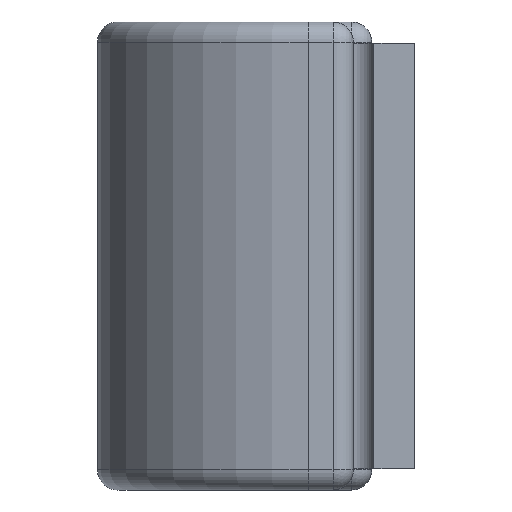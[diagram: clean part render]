
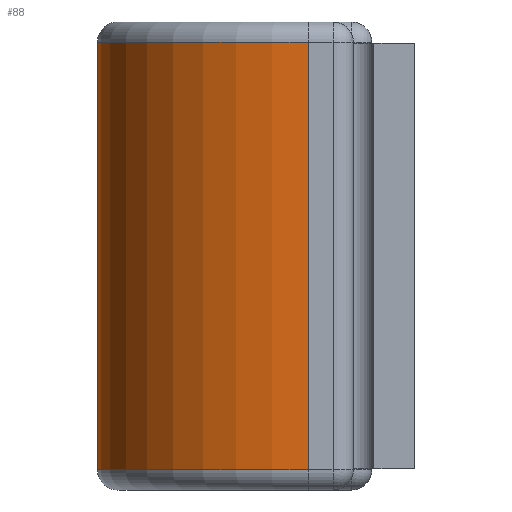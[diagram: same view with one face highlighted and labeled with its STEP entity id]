
A CAD part, left-side view. The second image highlights one B-rep face of the part: STEP entity #88.
In plain terms, the highlighted cylindrical face has radius 7.874 mm (diameter 15.748 mm), a partial arc.
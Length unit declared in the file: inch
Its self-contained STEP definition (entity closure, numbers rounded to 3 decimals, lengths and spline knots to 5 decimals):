
#74 = AXIS2_PLACEMENT_3D ( 'NONE', #374, #1434, #523 ) ;
#88 = ADVANCED_FACE ( 'NONE', ( #1254 ), #1158, .T. ) ;
#95 = DIRECTION ( 'NONE',  ( 0., 0., 1. ) ) ;
#100 = CARTESIAN_POINT ( 'NONE',  ( 1.062, 0.15625, 0.31375 ) ) ;
#118 = EDGE_CURVE ( 'NONE', #1382, #300, #804, .T. ) ;
#155 = CARTESIAN_POINT ( 'NONE',  ( 1.062, 0.15625, 0.3125 ) ) ;
#166 = CARTESIAN_POINT ( 'NONE',  ( 0.752, 0.15625, 0.31375 ) ) ;
#192 = AXIS2_PLACEMENT_3D ( 'NONE', #155, #1265, #924 ) ;
#250 = DIRECTION ( 'NONE',  ( 1., 0., 0. ) ) ;
#300 = VERTEX_POINT ( 'NONE', #166 ) ;
#323 = ORIENTED_EDGE ( 'NONE', *, *, #1386, .T. ) ;
#342 = AXIS2_PLACEMENT_3D ( 'NONE', #100, #1166, #250 ) ;
#354 = VECTOR ( 'NONE', #1724, 39.37008 ) ;
#374 = CARTESIAN_POINT ( 'NONE',  ( 1.062, 0.15625, -0.31375 ) ) ;
#483 = ORIENTED_EDGE ( 'NONE', *, *, #764, .F. ) ;
#504 = CARTESIAN_POINT ( 'NONE',  ( 0.752, 0.15625, -0.31375 ) ) ;
#508 = VERTEX_POINT ( 'NONE', #787 ) ;
#523 = DIRECTION ( 'NONE',  ( 1., 0., 0. ) ) ;
#756 = ORIENTED_EDGE ( 'NONE', *, *, #801, .F. ) ;
#764 = EDGE_CURVE ( 'NONE', #1495, #508, #1590, .T. ) ;
#770 = CIRCLE ( 'NONE', #342, 0.31 ) ;
#787 = CARTESIAN_POINT ( 'NONE',  ( 1.372, 0.15625, 0.31375 ) ) ;
#801 = EDGE_CURVE ( 'NONE', #508, #300, #770, .T. ) ;
#804 = LINE ( 'NONE', #504, #354 ) ;
#924 = DIRECTION ( 'NONE',  ( 1., 0., 0. ) ) ;
#1158 = CYLINDRICAL_SURFACE ( 'NONE', #192, 0.31 ) ;
#1166 = DIRECTION ( 'NONE',  ( 0., 0., 1. ) ) ;
#1193 = CARTESIAN_POINT ( 'NONE',  ( 0.752, 0.15625, -0.31375 ) ) ;
#1254 = FACE_OUTER_BOUND ( 'NONE', #1713, .T. ) ;
#1265 = DIRECTION ( 'NONE',  ( 0., 0., 1. ) ) ;
#1382 = VERTEX_POINT ( 'NONE', #1193 ) ;
#1386 = EDGE_CURVE ( 'NONE', #1495, #1382, #1913, .T. ) ;
#1434 = DIRECTION ( 'NONE',  ( 0., 0., 1. ) ) ;
#1495 = VERTEX_POINT ( 'NONE', #1942 ) ;
#1543 = ORIENTED_EDGE ( 'NONE', *, *, #118, .T. ) ;
#1590 = LINE ( 'NONE', #1931, #1956 ) ;
#1713 = EDGE_LOOP ( 'NONE', ( #483, #323, #1543, #756 ) ) ;
#1724 = DIRECTION ( 'NONE',  ( 0., 0., 1. ) ) ;
#1913 = CIRCLE ( 'NONE', #74, 0.31 ) ;
#1931 = CARTESIAN_POINT ( 'NONE',  ( 1.372, 0.15625, -0.31375 ) ) ;
#1942 = CARTESIAN_POINT ( 'NONE',  ( 1.372, 0.15625, -0.31375 ) ) ;
#1956 = VECTOR ( 'NONE', #95, 39.37008 ) ;
